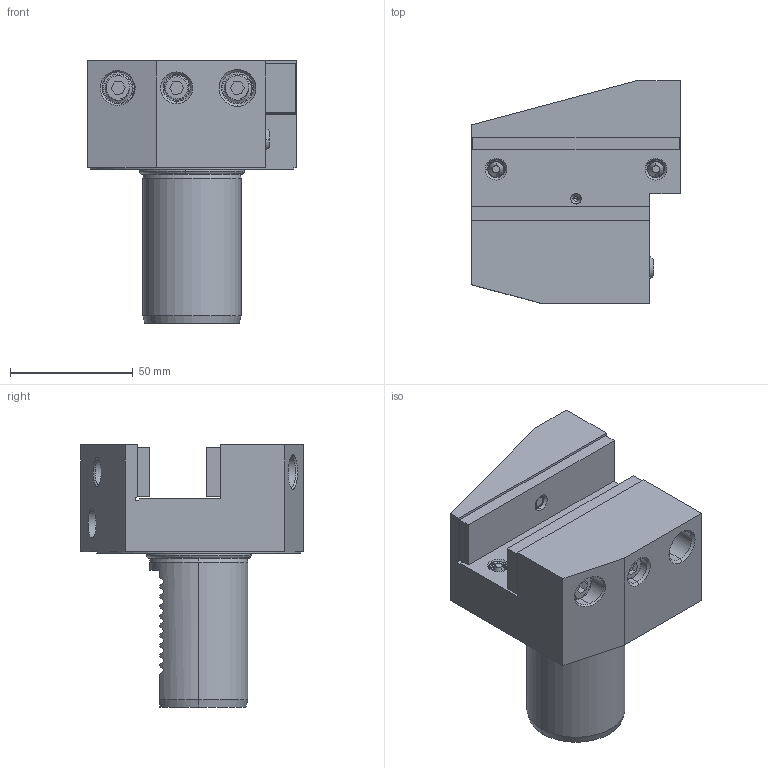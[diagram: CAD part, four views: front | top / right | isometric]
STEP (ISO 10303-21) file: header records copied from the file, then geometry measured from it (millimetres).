
FILE_DESCRIPTION (( 'STEP AP203' ), '1' );
FILE_NAME ('409.33.25.STEP', '2016-11-28T09:25:46', ( '' ), ( '' ), 'SwSTEP 2.0', 'SolidWorks 2012', '' );
FILE_SCHEMA (( 'CONFIG_CONTROL_DESIGN' ));
Products named in the file (13): VDI40    B3; 84x20x5; 72.5x20x6; 25x7.8; 409.33.25; M8尖頭螺絲; 2-44100006N4出水銅嘴; 皿頭_M4xP0.7x8L; 管螺文螺絲; M12平頭螺絲25; O型環38.7; M6x30; M6x12
Assembly tree (14 placements, depth 2):
  409.33.25
    VDI40    B3
    84x20x5
    72.5x20x6
    M6x30
    M6x12
    O型環38.7
    2-44100006N4出水銅嘴
    皿頭_M4xP0.7x8L
    管螺文螺絲
    M12平頭螺絲25  x2
    M8尖頭螺絲  x2
    25x7.8
Bounding box: 85 x 90.5 x 106.7 mm (x, y, z)
Volume: 301904.9 mm3; surface area: 64346.3 mm2
Topology: 31 solids, 31 shells, 754 faces, 1949 edges, 1267 vertices
Faces by surface type: cylinder 350, plane 156, cone 150, bspline 78, torus 18, sphere 2
Entity records: 87711 total; most frequent: CARTESIAN_POINT 72186, ORIENTED_EDGE 3412, DIRECTION 2368, EDGE_CURVE 1706, VERTEX_POINT 1110, AXIS2_PLACEMENT_3D 858, EDGE_LOOP 710, ADVANCED_FACE 670
